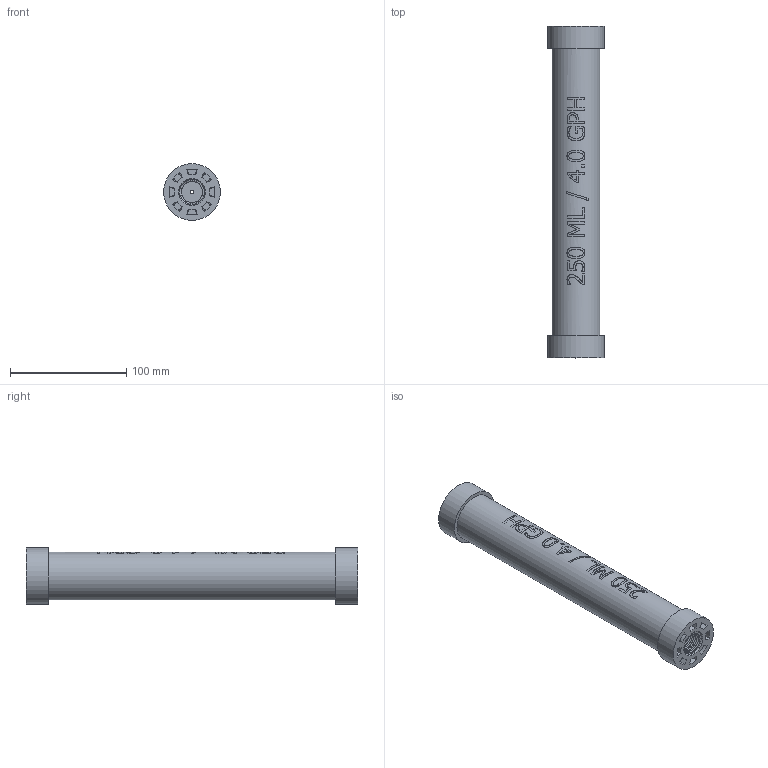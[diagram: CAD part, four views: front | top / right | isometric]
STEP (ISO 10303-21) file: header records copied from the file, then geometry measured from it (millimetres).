
FILE_DESCRIPTION((''),'2;1');
FILE_NAME('PV#3-250_R0.stp','2016-03-18T13:55:59',('Engineering'),(''),'Autodesk Inventor 2009','Autodesk Inventor 2009','');
FILE_SCHEMA(('AUTOMOTIVE_DESIGN { 1 0 10303 214 1 1 1 1 }'));
Length unit declared in the file: inch
Products named in the file (4): PV#3-250_R0; PV250-ENCAP; PV-250-TUBE_R0; PV250-DSCAP
Assembly tree (3 placements, depth 2):
  PV#3-250_R0
    PV250-ENCAP
    PV-250-TUBE_R0
    PV250-DSCAP
Bounding box: 48.85 x 285.75 x 48.85 mm (x, y, z)
Volume: 108985.3 mm3; surface area: 87395.8 mm2
Topology: 3 solids, 3 shells, 320 faces, 833 edges, 546 vertices
Faces by surface type: plane 121, bspline 111, cone 52, cylinder 36
Full cylindrical faces by diameter (mm): 18.258 x7, 38.227 x1, 41.275 x1, 48.514 x1, 48.846 x1
Entity records: 41980 total; most frequent: CARTESIAN_POINT 34846, ORIENTED_EDGE 1638, DIRECTION 1096, EDGE_CURVE 819, VERTEX_POINT 544, VECTOR 398, LINE 398, EDGE_LOOP 365
